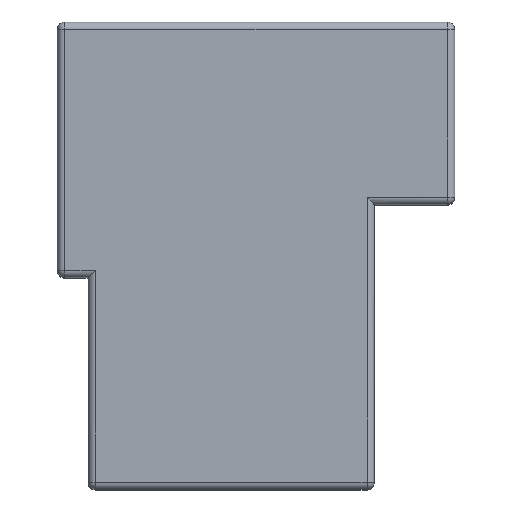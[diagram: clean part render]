
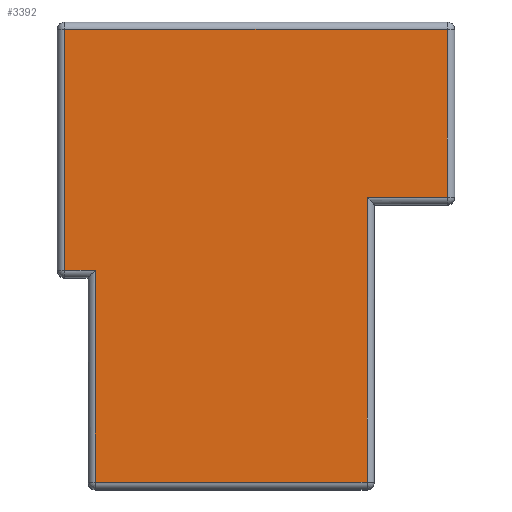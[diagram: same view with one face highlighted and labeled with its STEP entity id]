
A CAD part, top view. The second image highlights one B-rep face of the part: STEP entity #3392.
In plain terms, the highlighted planar face has unit normal (0, 0, 1).
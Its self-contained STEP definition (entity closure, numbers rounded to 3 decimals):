
#172 = CARTESIAN_POINT ( 'NONE',  ( -10.426, -0.013, 20.8 ) ) ;
#407 = DIRECTION ( 'NONE',  ( 0., -1., 0. ) ) ;
#600 = DIRECTION ( 'NONE',  ( 1., 0., 0. ) ) ;
#692 = VECTOR ( 'NONE', #600, 1000. ) ;
#817 = LINE ( 'NONE', #172, #2740 ) ;
#1107 = CARTESIAN_POINT ( 'NONE',  ( 8.674, 4.987, 20.8 ) ) ;
#1247 = EDGE_LOOP ( 'NONE', ( #2577, #5380, #6931, #5289, #5058, #10057, #2684, #9883 ) ) ;
#1595 = EDGE_CURVE ( 'NONE', #6875, #7113, #5067, .T. ) ;
#1826 = CARTESIAN_POINT ( 'NONE',  ( -12.026, -0.013, 20.8 ) ) ;
#2143 = VECTOR ( 'NONE', #407, 1000. ) ;
#2159 = DIRECTION ( 'NONE',  ( 1., 0., 0. ) ) ;
#2193 = CARTESIAN_POINT ( 'NONE',  ( -9.926, -0.013, 20.8 ) ) ;
#2577 = ORIENTED_EDGE ( 'NONE', *, *, #8386, .T. ) ;
#2674 = DIRECTION ( 'NONE',  ( 0., 1., 0. ) ) ;
#2684 = ORIENTED_EDGE ( 'NONE', *, *, #8959, .T. ) ;
#2721 = VECTOR ( 'NONE', #6423, 1000. ) ;
#2740 = VECTOR ( 'NONE', #7990, 1000. ) ;
#2939 = VECTOR ( 'NONE', #2674, 1000. ) ;
#3392 = ADVANCED_FACE ( 'NONE', ( #8044 ), #3636, .T. ) ;
#3636 = PLANE ( 'NONE',  #8064 ) ;
#3893 = CARTESIAN_POINT ( 'NONE',  ( 8.674, 4.487, 20.8 ) ) ;
#3993 = EDGE_CURVE ( 'NONE', #8697, #4380, #7666, .T. ) ;
#4075 = VERTEX_POINT ( 'NONE', #7125 ) ;
#4212 = EDGE_CURVE ( 'NONE', #9945, #8697, #6703, .T. ) ;
#4237 = CARTESIAN_POINT ( 'NONE',  ( 14.174, 16.487, 20.8 ) ) ;
#4380 = VERTEX_POINT ( 'NONE', #1826 ) ;
#4513 = CARTESIAN_POINT ( 'NONE',  ( 1.074, 0.987, 20.8 ) ) ;
#4680 = VECTOR ( 'NONE', #9368, 1000. ) ;
#5058 = ORIENTED_EDGE ( 'NONE', *, *, #11494, .T. ) ;
#5067 = LINE ( 'NONE', #8667, #692 ) ;
#5289 = ORIENTED_EDGE ( 'NONE', *, *, #8081, .T. ) ;
#5380 = ORIENTED_EDGE ( 'NONE', *, *, #4212, .T. ) ;
#5485 = LINE ( 'NONE', #3893, #2721 ) ;
#5808 = VECTOR ( 'NONE', #7009, 1000. ) ;
#5908 = CARTESIAN_POINT ( 'NONE',  ( 14.174, 4.987, 20.8 ) ) ;
#5947 = EDGE_CURVE ( 'NONE', #6490, #4075, #6615, .T. ) ;
#6047 = LINE ( 'NONE', #10308, #2143 ) ;
#6196 = CARTESIAN_POINT ( 'NONE',  ( 14.174, 16.987, 20.8 ) ) ;
#6423 = DIRECTION ( 'NONE',  ( 0., 1., 0. ) ) ;
#6490 = VERTEX_POINT ( 'NONE', #11422 ) ;
#6615 = LINE ( 'NONE', #10282, #6787 ) ;
#6703 = LINE ( 'NONE', #7644, #4680 ) ;
#6787 = VECTOR ( 'NONE', #2159, 1000. ) ;
#6875 = VERTEX_POINT ( 'NONE', #1107 ) ;
#6931 = ORIENTED_EDGE ( 'NONE', *, *, #3993, .T. ) ;
#7009 = DIRECTION ( 'NONE',  ( 0., -1., 0. ) ) ;
#7113 = VERTEX_POINT ( 'NONE', #5908 ) ;
#7125 = CARTESIAN_POINT ( 'NONE',  ( 8.674, -14.513, 20.8 ) ) ;
#7644 = CARTESIAN_POINT ( 'NONE',  ( -12.526, 16.487, 20.8 ) ) ;
#7666 = LINE ( 'NONE', #8793, #5808 ) ;
#7703 = VERTEX_POINT ( 'NONE', #2193 ) ;
#7990 = DIRECTION ( 'NONE',  ( 1., 0., 0. ) ) ;
#8044 = FACE_OUTER_BOUND ( 'NONE', #1247, .T. ) ;
#8064 = AXIS2_PLACEMENT_3D ( 'NONE', #4513, #10874, #10928 ) ;
#8081 = EDGE_CURVE ( 'NONE', #4380, #7703, #817, .T. ) ;
#8386 = EDGE_CURVE ( 'NONE', #7113, #9945, #9974, .T. ) ;
#8667 = CARTESIAN_POINT ( 'NONE',  ( 14.674, 4.987, 20.8 ) ) ;
#8697 = VERTEX_POINT ( 'NONE', #10492 ) ;
#8793 = CARTESIAN_POINT ( 'NONE',  ( -12.026, -0.513, 20.8 ) ) ;
#8959 = EDGE_CURVE ( 'NONE', #4075, #6875, #5485, .T. ) ;
#9368 = DIRECTION ( 'NONE',  ( -1., 0., 0. ) ) ;
#9883 = ORIENTED_EDGE ( 'NONE', *, *, #1595, .T. ) ;
#9945 = VERTEX_POINT ( 'NONE', #4237 ) ;
#9974 = LINE ( 'NONE', #6196, #2939 ) ;
#10057 = ORIENTED_EDGE ( 'NONE', *, *, #5947, .T. ) ;
#10282 = CARTESIAN_POINT ( 'NONE',  ( 9.174, -14.513, 20.8 ) ) ;
#10308 = CARTESIAN_POINT ( 'NONE',  ( -9.926, -15.013, 20.8 ) ) ;
#10492 = CARTESIAN_POINT ( 'NONE',  ( -12.026, 16.487, 20.8 ) ) ;
#10874 = DIRECTION ( 'NONE',  ( 0., 0., 1. ) ) ;
#10928 = DIRECTION ( 'NONE',  ( 1., 0., 0. ) ) ;
#11422 = CARTESIAN_POINT ( 'NONE',  ( -9.926, -14.513, 20.8 ) ) ;
#11494 = EDGE_CURVE ( 'NONE', #7703, #6490, #6047, .T. ) ;
